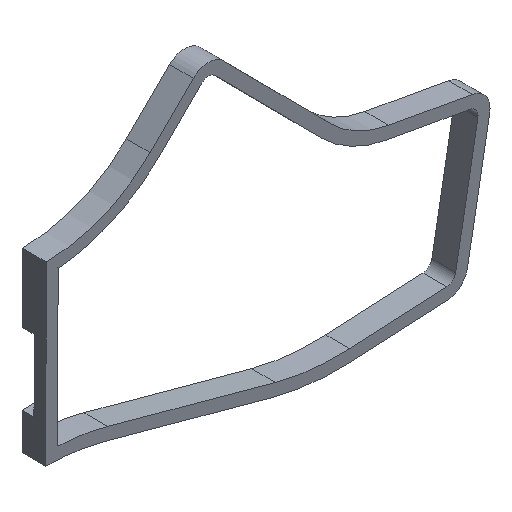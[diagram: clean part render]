
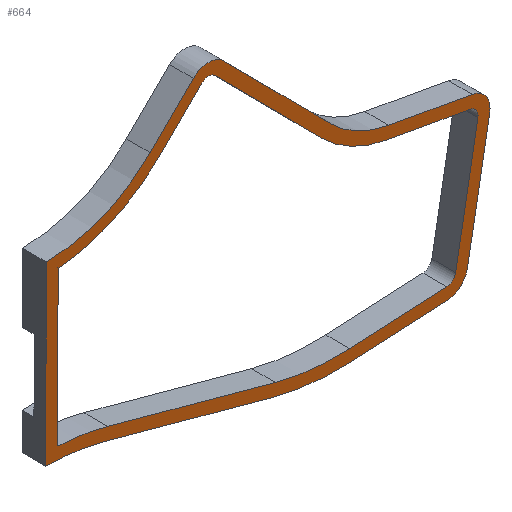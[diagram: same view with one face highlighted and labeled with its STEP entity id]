
A CAD part, isometric view. The second image highlights one B-rep face of the part: STEP entity #664.
In plain terms, the highlighted planar face has unit normal (0, -1, 0).
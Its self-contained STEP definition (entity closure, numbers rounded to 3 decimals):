
#15=FACE_BOUND('',#124,.T.);
#17=CIRCLE('',#683,51.);
#19=CIRCLE('',#687,4.);
#21=CIRCLE('',#691,4.);
#23=CIRCLE('',#695,99.);
#25=CIRCLE('',#699,101.);
#27=CIRCLE('',#702,96.);
#29=CIRCLE('',#706,104.);
#31=CIRCLE('',#710,9.);
#33=CIRCLE('',#714,9.);
#35=CIRCLE('',#718,46.);
#37=CIRCLE('',#722,9.);
#39=CIRCLE('',#726,61.677);
#41=CIRCLE('',#729,66.677);
#43=CIRCLE('',#733,4.);
#90=FACE_OUTER_BOUND('',#123,.T.);
#123=EDGE_LOOP('',(#585,#586,#587,#588,#589,#590,#591,#592,#593,#594,#595,
#596,#597,#598));
#124=EDGE_LOOP('',(#599,#600,#601,#602,#603,#604,#605,#606,#607,#608,#609,
#610,#611,#612));
#137=LINE('',#965,#205);
#141=LINE('',#977,#209);
#145=LINE('',#989,#213);
#149=LINE('',#1001,#217);
#155=LINE('',#1022,#223);
#159=LINE('',#1034,#227);
#163=LINE('',#1046,#231);
#167=LINE('',#1058,#235);
#171=LINE('',#1070,#239);
#175=LINE('',#1082,#243);
#181=LINE('',#1103,#249);
#184=LINE('',#1112,#252);
#190=LINE('',#1120,#258);
#192=LINE('',#1123,#260);
#205=VECTOR('',#766,10.);
#209=VECTOR('',#778,10.);
#213=VECTOR('',#790,10.);
#217=VECTOR('',#802,10.);
#223=VECTOR('',#822,10.);
#227=VECTOR('',#834,10.);
#231=VECTOR('',#846,10.);
#235=VECTOR('',#858,10.);
#239=VECTOR('',#870,10.);
#243=VECTOR('',#882,10.);
#249=VECTOR('',#902,10.);
#252=VECTOR('',#913,10.);
#258=VECTOR('',#923,10.);
#260=VECTOR('',#927,10.);
#271=VERTEX_POINT('',#955);
#272=VERTEX_POINT('',#957);
#274=VERTEX_POINT('',#963);
#276=VERTEX_POINT('',#969);
#278=VERTEX_POINT('',#975);
#280=VERTEX_POINT('',#981);
#282=VERTEX_POINT('',#987);
#284=VERTEX_POINT('',#993);
#286=VERTEX_POINT('',#999);
#288=VERTEX_POINT('',#1005);
#291=VERTEX_POINT('',#1012);
#292=VERTEX_POINT('',#1014);
#294=VERTEX_POINT('',#1020);
#296=VERTEX_POINT('',#1026);
#298=VERTEX_POINT('',#1032);
#300=VERTEX_POINT('',#1038);
#302=VERTEX_POINT('',#1044);
#304=VERTEX_POINT('',#1050);
#306=VERTEX_POINT('',#1056);
#308=VERTEX_POINT('',#1062);
#310=VERTEX_POINT('',#1068);
#312=VERTEX_POINT('',#1074);
#314=VERTEX_POINT('',#1080);
#316=VERTEX_POINT('',#1086);
#319=VERTEX_POINT('',#1093);
#320=VERTEX_POINT('',#1095);
#322=VERTEX_POINT('',#1101);
#324=VERTEX_POINT('',#1107);
#335=EDGE_CURVE('',#271,#272,#17,.T.);
#339=EDGE_CURVE('',#274,#271,#137,.T.);
#342=EDGE_CURVE('',#276,#274,#19,.T.);
#345=EDGE_CURVE('',#278,#276,#141,.T.);
#348=EDGE_CURVE('',#280,#278,#21,.T.);
#351=EDGE_CURVE('',#282,#280,#145,.T.);
#354=EDGE_CURVE('',#284,#282,#23,.T.);
#357=EDGE_CURVE('',#286,#284,#149,.T.);
#360=EDGE_CURVE('',#288,#286,#25,.T.);
#363=EDGE_CURVE('',#291,#292,#27,.T.);
#367=EDGE_CURVE('',#294,#291,#155,.T.);
#370=EDGE_CURVE('',#296,#294,#29,.T.);
#373=EDGE_CURVE('',#298,#296,#159,.T.);
#376=EDGE_CURVE('',#300,#298,#31,.T.);
#379=EDGE_CURVE('',#302,#300,#163,.T.);
#382=EDGE_CURVE('',#304,#302,#33,.T.);
#385=EDGE_CURVE('',#306,#304,#167,.T.);
#388=EDGE_CURVE('',#308,#306,#35,.T.);
#391=EDGE_CURVE('',#310,#308,#171,.T.);
#394=EDGE_CURVE('',#312,#310,#37,.T.);
#397=EDGE_CURVE('',#314,#312,#175,.T.);
#400=EDGE_CURVE('',#316,#314,#39,.T.);
#403=EDGE_CURVE('',#319,#320,#41,.T.);
#407=EDGE_CURVE('',#322,#319,#181,.T.);
#410=EDGE_CURVE('',#324,#322,#43,.T.);
#412=EDGE_CURVE('',#272,#324,#184,.T.);
#418=EDGE_CURVE('',#292,#316,#190,.T.);
#420=EDGE_CURVE('',#320,#288,#192,.T.);
#585=ORIENTED_EDGE('',*,*,#418,.F.);
#586=ORIENTED_EDGE('',*,*,#363,.F.);
#587=ORIENTED_EDGE('',*,*,#367,.F.);
#588=ORIENTED_EDGE('',*,*,#370,.F.);
#589=ORIENTED_EDGE('',*,*,#373,.F.);
#590=ORIENTED_EDGE('',*,*,#376,.F.);
#591=ORIENTED_EDGE('',*,*,#379,.F.);
#592=ORIENTED_EDGE('',*,*,#382,.F.);
#593=ORIENTED_EDGE('',*,*,#385,.F.);
#594=ORIENTED_EDGE('',*,*,#388,.F.);
#595=ORIENTED_EDGE('',*,*,#391,.F.);
#596=ORIENTED_EDGE('',*,*,#394,.F.);
#597=ORIENTED_EDGE('',*,*,#397,.F.);
#598=ORIENTED_EDGE('',*,*,#400,.F.);
#599=ORIENTED_EDGE('',*,*,#420,.F.);
#600=ORIENTED_EDGE('',*,*,#403,.F.);
#601=ORIENTED_EDGE('',*,*,#407,.F.);
#602=ORIENTED_EDGE('',*,*,#410,.F.);
#603=ORIENTED_EDGE('',*,*,#412,.F.);
#604=ORIENTED_EDGE('',*,*,#335,.F.);
#605=ORIENTED_EDGE('',*,*,#339,.F.);
#606=ORIENTED_EDGE('',*,*,#342,.F.);
#607=ORIENTED_EDGE('',*,*,#345,.F.);
#608=ORIENTED_EDGE('',*,*,#348,.F.);
#609=ORIENTED_EDGE('',*,*,#351,.F.);
#610=ORIENTED_EDGE('',*,*,#354,.F.);
#611=ORIENTED_EDGE('',*,*,#357,.F.);
#612=ORIENTED_EDGE('',*,*,#360,.F.);
#631=PLANE('',#739);
#664=ADVANCED_FACE('',(#90,#15),#631,.F.);
#683=AXIS2_PLACEMENT_3D('',#958,#759,#760);
#687=AXIS2_PLACEMENT_3D('',#971,#772,#773);
#691=AXIS2_PLACEMENT_3D('',#983,#784,#785);
#695=AXIS2_PLACEMENT_3D('',#995,#796,#797);
#699=AXIS2_PLACEMENT_3D('',#1007,#808,#809);
#702=AXIS2_PLACEMENT_3D('',#1015,#815,#816);
#706=AXIS2_PLACEMENT_3D('',#1028,#828,#829);
#710=AXIS2_PLACEMENT_3D('',#1040,#840,#841);
#714=AXIS2_PLACEMENT_3D('',#1052,#852,#853);
#718=AXIS2_PLACEMENT_3D('',#1064,#864,#865);
#722=AXIS2_PLACEMENT_3D('',#1076,#876,#877);
#726=AXIS2_PLACEMENT_3D('',#1088,#888,#889);
#729=AXIS2_PLACEMENT_3D('',#1096,#895,#896);
#733=AXIS2_PLACEMENT_3D('',#1109,#908,#909);
#739=AXIS2_PLACEMENT_3D('',#1125,#930,#931);
#759=DIRECTION('center_axis',(0.,1.,0.));
#760=DIRECTION('ref_axis',(-0.71,0.,-0.704));
#766=DIRECTION('',(-0.984,0.,0.178));
#772=DIRECTION('center_axis',(0.,-1.,0.));
#773=DIRECTION('ref_axis',(0.984,0.,-0.178));
#778=DIRECTION('',(0.178,0.,0.984));
#784=DIRECTION('center_axis',(0.,-1.,0.));
#785=DIRECTION('ref_axis',(0.052,0.,-0.999));
#790=DIRECTION('',(0.999,0.,0.052));
#796=DIRECTION('center_axis',(0.,-1.,0.));
#797=DIRECTION('ref_axis',(-0.263,0.,-0.965));
#802=DIRECTION('',(0.965,0.,-0.263));
#808=DIRECTION('center_axis',(0.,1.,0.));
#809=DIRECTION('ref_axis',(0.263,0.,0.965));
#815=DIRECTION('center_axis',(0.,-1.,0.));
#816=DIRECTION('ref_axis',(0.263,0.,0.965));
#822=DIRECTION('',(-0.965,0.,0.263));
#828=DIRECTION('center_axis',(0.,1.,0.));
#829=DIRECTION('ref_axis',(-0.263,0.,-0.965));
#834=DIRECTION('',(-0.999,0.,-0.052));
#840=DIRECTION('center_axis',(0.,1.,0.));
#841=DIRECTION('ref_axis',(0.052,0.,-0.999));
#846=DIRECTION('',(-0.178,0.,-0.984));
#852=DIRECTION('center_axis',(0.,1.,0.));
#853=DIRECTION('ref_axis',(0.984,0.,-0.178));
#858=DIRECTION('',(0.984,0.,-0.178));
#864=DIRECTION('center_axis',(0.,-1.,0.));
#865=DIRECTION('ref_axis',(-0.71,0.,-0.704));
#870=DIRECTION('',(0.704,0.,-0.71));
#876=DIRECTION('center_axis',(0.,1.,0.));
#877=DIRECTION('ref_axis',(0.71,0.,0.704));
#882=DIRECTION('',(0.71,0.,0.704));
#888=DIRECTION('center_axis',(0.,-1.,0.));
#889=DIRECTION('ref_axis',(-0.004,0.,-1.));
#895=DIRECTION('center_axis',(0.,1.,0.));
#896=DIRECTION('ref_axis',(0.071,0.,-0.997));
#902=DIRECTION('',(-0.71,0.,-0.704));
#908=DIRECTION('center_axis',(0.,-1.,0.));
#909=DIRECTION('ref_axis',(0.71,0.,0.704));
#913=DIRECTION('',(-0.704,0.,0.71));
#923=DIRECTION('',(0.002,0.,1.));
#927=DIRECTION('',(-0.002,0.,-1.));
#930=DIRECTION('center_axis',(0.,1.,0.));
#931=DIRECTION('ref_axis',(-0.004,0.,-1.));
#955=CARTESIAN_POINT('',(333.547,-10.,-55.337));
#957=CARTESIAN_POINT('',(306.4,-10.,-41.062));
#958=CARTESIAN_POINT('Origin',(342.612,-10.,-5.149));
#963=CARTESIAN_POINT('',(368.719,-10.,-61.689));
#965=CARTESIAN_POINT('',(368.719,-10.,-61.689));
#969=CARTESIAN_POINT('',(371.945,-10.,-66.337));
#971=CARTESIAN_POINT('Origin',(368.008,-10.,-65.626));
#975=CARTESIAN_POINT('',(362.602,-10.,-118.067));
#977=CARTESIAN_POINT('',(362.602,-10.,-118.067));
#981=CARTESIAN_POINT('',(358.874,-10.,-121.351));
#983=CARTESIAN_POINT('Origin',(358.665,-10.,-117.356));
#987=CARTESIAN_POINT('',(318.098,-10.,-123.485));
#989=CARTESIAN_POINT('',(358.874,-10.,-121.351));
#993=CARTESIAN_POINT('',(286.905,-10.,-120.139));
#995=CARTESIAN_POINT('Origin',(312.925,-10.,-24.62));
#999=CARTESIAN_POINT('',(216.513,-10.,-100.965));
#1001=CARTESIAN_POINT('',(216.513,-10.,-100.965));
#1005=CARTESIAN_POINT('',(195.523,-10.,-97.567));
#1007=CARTESIAN_POINT('Origin',(189.968,-10.,-198.414));
#1012=CARTESIAN_POINT('',(215.199,-10.,-105.789));
#1014=CARTESIAN_POINT('',(190.513,-10.,-102.415));
#1015=CARTESIAN_POINT('Origin',(189.968,-10.,-198.414));
#1020=CARTESIAN_POINT('',(285.591,-10.,-124.964));
#1022=CARTESIAN_POINT('',(215.199,-10.,-105.789));
#1026=CARTESIAN_POINT('',(318.36,-10.,-128.478));
#1028=CARTESIAN_POINT('Origin',(312.925,-10.,-24.62));
#1032=CARTESIAN_POINT('',(359.136,-10.,-126.344));
#1034=CARTESIAN_POINT('',(359.136,-10.,-126.344));
#1038=CARTESIAN_POINT('',(367.522,-10.,-118.956));
#1040=CARTESIAN_POINT('Origin',(358.665,-10.,-117.356));
#1044=CARTESIAN_POINT('',(376.865,-10.,-67.225));
#1046=CARTESIAN_POINT('',(367.522,-10.,-118.956));
#1050=CARTESIAN_POINT('',(369.608,-10.,-56.769));
#1052=CARTESIAN_POINT('Origin',(368.008,-10.,-65.626));
#1056=CARTESIAN_POINT('',(334.436,-10.,-50.417));
#1058=CARTESIAN_POINT('',(369.608,-10.,-56.769));
#1062=CARTESIAN_POINT('',(309.95,-10.,-37.541));
#1064=CARTESIAN_POINT('Origin',(342.612,-10.,-5.149));
#1068=CARTESIAN_POINT('',(265.182,-10.,7.6));
#1070=CARTESIAN_POINT('',(265.182,-10.,7.6));
#1074=CARTESIAN_POINT('',(252.454,-10.,7.653));
#1076=CARTESIAN_POINT('Origin',(258.792,-10.,1.263));
#1080=CARTESIAN_POINT('',(234.348,-10.,-10.303));
#1082=CARTESIAN_POINT('',(252.454,-10.,7.653));
#1086=CARTESIAN_POINT('',(190.665,-10.,-28.187));
#1088=CARTESIAN_POINT('Origin',(190.917,-10.,33.489));
#1093=CARTESIAN_POINT('',(237.869,-10.,-13.853));
#1095=CARTESIAN_POINT('',(195.655,-10.,-33.019));
#1096=CARTESIAN_POINT('Origin',(190.917,-10.,33.489));
#1101=CARTESIAN_POINT('',(255.975,-10.,4.103));
#1103=CARTESIAN_POINT('',(255.975,-10.,4.103));
#1107=CARTESIAN_POINT('',(261.632,-10.,4.079));
#1109=CARTESIAN_POINT('Origin',(258.792,-10.,1.263));
#1112=CARTESIAN_POINT('',(261.632,-10.,4.079));
#1120=CARTESIAN_POINT('',(190.665,-10.,-28.187));
#1123=CARTESIAN_POINT('',(195.655,-10.,-33.019));
#1125=CARTESIAN_POINT('Origin',(193.075,-10.,-72.044));
